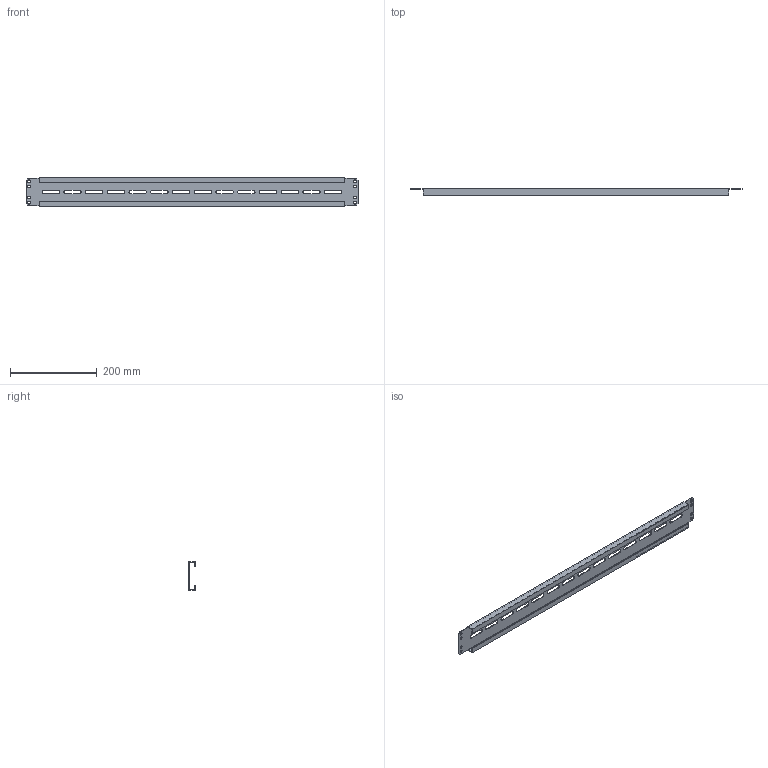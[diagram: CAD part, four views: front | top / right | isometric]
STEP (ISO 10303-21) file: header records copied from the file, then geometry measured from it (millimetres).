
FILE_DESCRIPTION (( 'STEP AP214' ), '1' );
FILE_NAME ('Ðåéêà îñíîâàíèÿ À 800.STEP', '2022-03-31T14:08:26', ( '' ), ( '' ), 'SwSTEP 2.0', 'SolidWorks 2017', '' );
FILE_SCHEMA (( 'AUTOMOTIVE_DESIGN' ));
Length unit declared in the file: millimetre
Products named in the file (1): Ðåéêà îñíîâàíèÿ À 800
Bounding box: 764 x 15 x 66 mm (x, y, z)
Volume: 119017.2 mm3; surface area: 161437.6 mm2
Topology: 1 solids, 1 shells, 102 faces, 300 edges, 200 vertices
Faces by surface type: plane 54, cylinder 48
Entity records: 3542 total; most frequent: CARTESIAN_POINT 603, DIRECTION 602, ORIENTED_EDGE 600, EDGE_CURVE 300, LINE 204, VECTOR 204, VERTEX_POINT 200, AXIS2_PLACEMENT_3D 199
